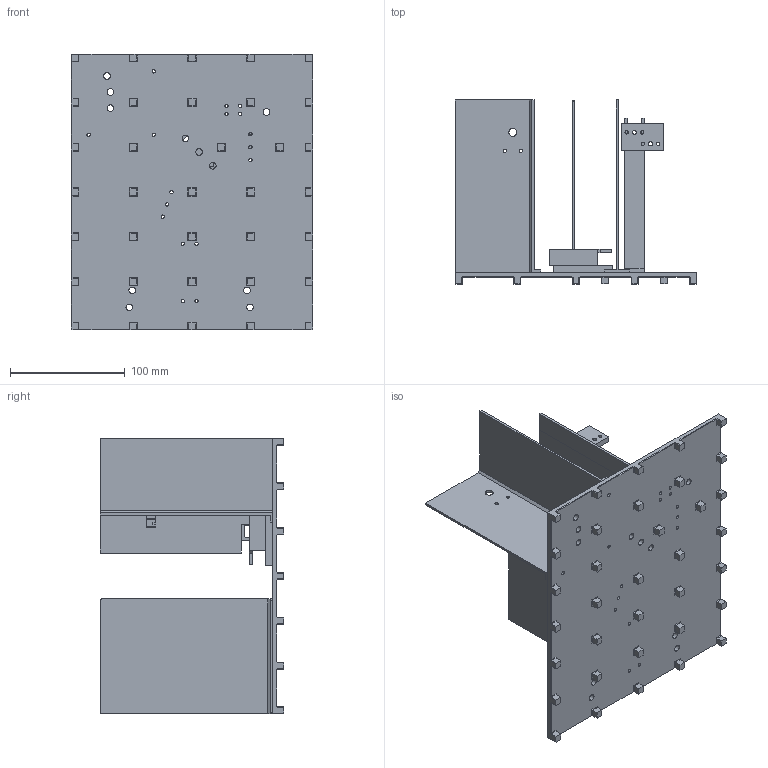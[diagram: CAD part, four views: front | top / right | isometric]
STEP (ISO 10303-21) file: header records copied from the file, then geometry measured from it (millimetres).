
FILE_DESCRIPTION (( 'STEP AP203' ), '1' );
FILE_NAME ('步进电机版本单色仪.STEP', '2024-12-01T16:46:00', ( '' ), ( '' ), 'SwSTEP 2.0', 'SolidWorks 2020', '' );
FILE_SCHEMA (( 'CONFIG_CONTROL_DESIGN' ));
Length unit declared in the file: millimetre
Products named in the file (11): 覃萱欯嘐隅菁啣; 抻聆ん標厥啣; 菁啣⑩醱噩潔結啣; 抻聆ん裔啣; 菁啣嫖埭結啣_new; 傍啣_祭輛萇儂; 狫瑜嘐隅ん; 掀伎鏤殤赽; 抻聆ん結嫖啣; 步进电机版本单色仪; 祭輛_ъ訇怢蟀諉啣
Assembly tree (10 placements, depth 2):
  步进电机版本单色仪
    掀伎鏤殤赽
    祭輛_ъ訇怢蟀諉啣
    傍啣_祭輛萇儂
    菁啣嫖埭結啣_new
    菁啣⑩醱噩潔結啣
    抻聆ん結嫖啣
    狫瑜嘐隅ん
    覃萱欯嘐隅菁啣
    抻聆ん裔啣
    抻聆ん標厥啣
Bounding box: 210 x 160 x 240 mm (x, y, z)
Volume: 359949.1 mm3; surface area: 238111.9 mm2
Topology: 10 solids, 10 shells, 699 faces, 1809 edges, 1152 vertices
Faces by surface type: plane 515, cylinder 181, sphere 3
Entity records: 22592 total; most frequent: CARTESIAN_POINT 3867, ORIENTED_EDGE 3594, DIRECTION 3569, EDGE_CURVE 1797, LINE 1425, VECTOR 1425, VERTEX_POINT 1146, AXIS2_PLACEMENT_3D 1072
